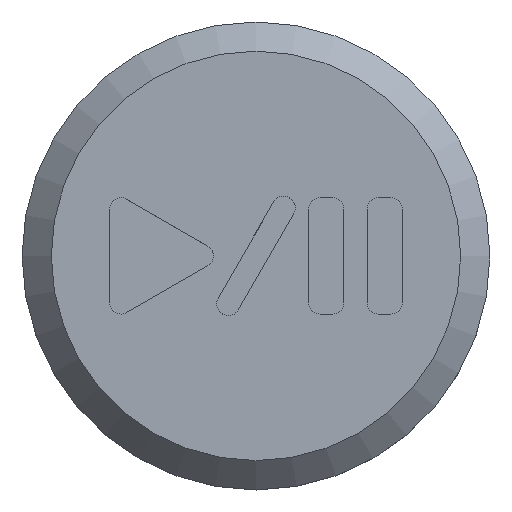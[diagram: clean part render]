
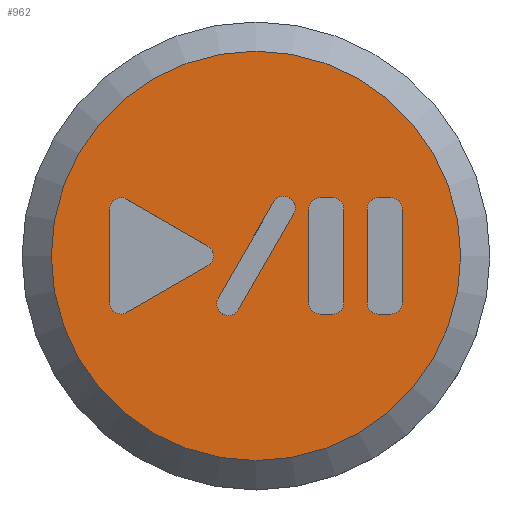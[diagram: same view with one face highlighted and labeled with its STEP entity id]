
A CAD part, top view. The second image highlights one B-rep face of the part: STEP entity #962.
In plain terms, the highlighted planar face has unit normal (0, 0, 1).
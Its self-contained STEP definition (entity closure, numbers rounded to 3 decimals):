
#41=FACE_BOUND('',#110,.T.);
#42=FACE_BOUND('',#111,.T.);
#43=FACE_BOUND('',#112,.T.);
#44=FACE_BOUND('',#113,.T.);
#52=FACE_OUTER_BOUND('',#109,.T.);
#109=EDGE_LOOP('',(#689));
#110=EDGE_LOOP('',(#690,#691,#692,#693,#694,#695,#696,#697));
#111=EDGE_LOOP('',(#698,#699,#700,#701,#702,#703,#704,#705));
#112=EDGE_LOOP('',(#706,#707,#708,#709,#710,#711,#712,#713));
#113=EDGE_LOOP('',(#714,#715,#716,#717,#718,#719));
#189=CIRCLE('',#1058,7.);
#190=CIRCLE('',#1059,0.39);
#191=CIRCLE('',#1060,0.39);
#192=CIRCLE('',#1061,0.39);
#193=CIRCLE('',#1062,0.39);
#194=CIRCLE('',#1063,0.39);
#195=CIRCLE('',#1064,0.39);
#196=CIRCLE('',#1065,0.39);
#197=CIRCLE('',#1066,0.39);
#198=CIRCLE('',#1067,0.39);
#199=CIRCLE('',#1068,0.39);
#200=CIRCLE('',#1069,0.39);
#201=CIRCLE('',#1070,0.39);
#202=CIRCLE('',#1071,0.39);
#203=CIRCLE('',#1072,0.39);
#204=CIRCLE('',#1073,0.39);
#237=LINE('',#1546,#331);
#238=LINE('',#1550,#332);
#239=LINE('',#1554,#333);
#240=LINE('',#1558,#334);
#241=LINE('',#1562,#335);
#242=LINE('',#1566,#336);
#243=LINE('',#1570,#337);
#244=LINE('',#1574,#338);
#245=LINE('',#1580,#339);
#246=LINE('',#1584,#340);
#247=LINE('',#1588,#341);
#248=LINE('',#1591,#342);
#249=LINE('',#1596,#343);
#250=LINE('',#1600,#344);
#251=LINE('',#1603,#345);
#331=VECTOR('',#1223,1.);
#332=VECTOR('',#1226,1.);
#333=VECTOR('',#1229,1.);
#334=VECTOR('',#1232,1.);
#335=VECTOR('',#1235,1.);
#336=VECTOR('',#1238,1.);
#337=VECTOR('',#1241,1.);
#338=VECTOR('',#1244,1.);
#339=VECTOR('',#1249,1.);
#340=VECTOR('',#1252,1.);
#341=VECTOR('',#1255,1.);
#342=VECTOR('',#1258,1.);
#343=VECTOR('',#1261,1.);
#344=VECTOR('',#1264,1.);
#345=VECTOR('',#1267,1.);
#449=VERTEX_POINT('',#1542);
#450=VERTEX_POINT('',#1544);
#451=VERTEX_POINT('',#1545);
#452=VERTEX_POINT('',#1547);
#453=VERTEX_POINT('',#1549);
#454=VERTEX_POINT('',#1551);
#455=VERTEX_POINT('',#1553);
#456=VERTEX_POINT('',#1555);
#457=VERTEX_POINT('',#1557);
#458=VERTEX_POINT('',#1560);
#459=VERTEX_POINT('',#1561);
#460=VERTEX_POINT('',#1563);
#461=VERTEX_POINT('',#1565);
#462=VERTEX_POINT('',#1567);
#463=VERTEX_POINT('',#1569);
#464=VERTEX_POINT('',#1571);
#465=VERTEX_POINT('',#1573);
#466=VERTEX_POINT('',#1576);
#467=VERTEX_POINT('',#1577);
#468=VERTEX_POINT('',#1579);
#469=VERTEX_POINT('',#1581);
#470=VERTEX_POINT('',#1583);
#471=VERTEX_POINT('',#1585);
#472=VERTEX_POINT('',#1587);
#473=VERTEX_POINT('',#1589);
#474=VERTEX_POINT('',#1592);
#475=VERTEX_POINT('',#1593);
#476=VERTEX_POINT('',#1595);
#477=VERTEX_POINT('',#1597);
#478=VERTEX_POINT('',#1599);
#479=VERTEX_POINT('',#1601);
#545=EDGE_CURVE('',#449,#449,#189,.T.);
#546=EDGE_CURVE('',#450,#451,#237,.T.);
#547=EDGE_CURVE('',#452,#450,#190,.T.);
#548=EDGE_CURVE('',#453,#452,#238,.T.);
#549=EDGE_CURVE('',#454,#453,#191,.T.);
#550=EDGE_CURVE('',#455,#454,#239,.T.);
#551=EDGE_CURVE('',#456,#455,#192,.T.);
#552=EDGE_CURVE('',#457,#456,#240,.T.);
#553=EDGE_CURVE('',#451,#457,#193,.T.);
#554=EDGE_CURVE('',#458,#459,#241,.T.);
#555=EDGE_CURVE('',#460,#458,#194,.T.);
#556=EDGE_CURVE('',#461,#460,#242,.T.);
#557=EDGE_CURVE('',#462,#461,#195,.T.);
#558=EDGE_CURVE('',#463,#462,#243,.T.);
#559=EDGE_CURVE('',#464,#463,#196,.T.);
#560=EDGE_CURVE('',#465,#464,#244,.T.);
#561=EDGE_CURVE('',#459,#465,#197,.T.);
#562=EDGE_CURVE('',#466,#467,#198,.T.);
#563=EDGE_CURVE('',#466,#468,#245,.T.);
#564=EDGE_CURVE('',#469,#468,#199,.T.);
#565=EDGE_CURVE('',#469,#470,#246,.T.);
#566=EDGE_CURVE('',#471,#470,#200,.T.);
#567=EDGE_CURVE('',#472,#471,#247,.T.);
#568=EDGE_CURVE('',#473,#472,#201,.T.);
#569=EDGE_CURVE('',#467,#473,#248,.T.);
#570=EDGE_CURVE('',#474,#475,#202,.T.);
#571=EDGE_CURVE('',#474,#476,#249,.T.);
#572=EDGE_CURVE('',#477,#476,#203,.T.);
#573=EDGE_CURVE('',#478,#477,#250,.T.);
#574=EDGE_CURVE('',#479,#478,#204,.T.);
#575=EDGE_CURVE('',#475,#479,#251,.T.);
#689=ORIENTED_EDGE('',*,*,#545,.F.);
#690=ORIENTED_EDGE('',*,*,#546,.F.);
#691=ORIENTED_EDGE('',*,*,#547,.F.);
#692=ORIENTED_EDGE('',*,*,#548,.F.);
#693=ORIENTED_EDGE('',*,*,#549,.F.);
#694=ORIENTED_EDGE('',*,*,#550,.F.);
#695=ORIENTED_EDGE('',*,*,#551,.F.);
#696=ORIENTED_EDGE('',*,*,#552,.F.);
#697=ORIENTED_EDGE('',*,*,#553,.F.);
#698=ORIENTED_EDGE('',*,*,#554,.F.);
#699=ORIENTED_EDGE('',*,*,#555,.F.);
#700=ORIENTED_EDGE('',*,*,#556,.F.);
#701=ORIENTED_EDGE('',*,*,#557,.F.);
#702=ORIENTED_EDGE('',*,*,#558,.F.);
#703=ORIENTED_EDGE('',*,*,#559,.F.);
#704=ORIENTED_EDGE('',*,*,#560,.F.);
#705=ORIENTED_EDGE('',*,*,#561,.F.);
#706=ORIENTED_EDGE('',*,*,#562,.F.);
#707=ORIENTED_EDGE('',*,*,#563,.T.);
#708=ORIENTED_EDGE('',*,*,#564,.F.);
#709=ORIENTED_EDGE('',*,*,#565,.T.);
#710=ORIENTED_EDGE('',*,*,#566,.F.);
#711=ORIENTED_EDGE('',*,*,#567,.F.);
#712=ORIENTED_EDGE('',*,*,#568,.F.);
#713=ORIENTED_EDGE('',*,*,#569,.F.);
#714=ORIENTED_EDGE('',*,*,#570,.F.);
#715=ORIENTED_EDGE('',*,*,#571,.T.);
#716=ORIENTED_EDGE('',*,*,#572,.F.);
#717=ORIENTED_EDGE('',*,*,#573,.F.);
#718=ORIENTED_EDGE('',*,*,#574,.F.);
#719=ORIENTED_EDGE('',*,*,#575,.F.);
#930=PLANE('',#1057);
#962=ADVANCED_FACE('',(#52,#41,#42,#43,#44),#930,.T.);
#1057=AXIS2_PLACEMENT_3D('',#1541,#1219,#1220);
#1058=AXIS2_PLACEMENT_3D('',#1543,#1221,#1222);
#1059=AXIS2_PLACEMENT_3D('',#1548,#1224,#1225);
#1060=AXIS2_PLACEMENT_3D('',#1552,#1227,#1228);
#1061=AXIS2_PLACEMENT_3D('',#1556,#1230,#1231);
#1062=AXIS2_PLACEMENT_3D('',#1559,#1233,#1234);
#1063=AXIS2_PLACEMENT_3D('',#1564,#1236,#1237);
#1064=AXIS2_PLACEMENT_3D('',#1568,#1239,#1240);
#1065=AXIS2_PLACEMENT_3D('',#1572,#1242,#1243);
#1066=AXIS2_PLACEMENT_3D('',#1575,#1245,#1246);
#1067=AXIS2_PLACEMENT_3D('',#1578,#1247,#1248);
#1068=AXIS2_PLACEMENT_3D('',#1582,#1250,#1251);
#1069=AXIS2_PLACEMENT_3D('',#1586,#1253,#1254);
#1070=AXIS2_PLACEMENT_3D('',#1590,#1256,#1257);
#1071=AXIS2_PLACEMENT_3D('',#1594,#1259,#1260);
#1072=AXIS2_PLACEMENT_3D('',#1598,#1262,#1263);
#1073=AXIS2_PLACEMENT_3D('',#1602,#1265,#1266);
#1219=DIRECTION('center_axis',(0.,0.,1.));
#1220=DIRECTION('ref_axis',(1.,0.,0.));
#1221=DIRECTION('center_axis',(0.,0.,-1.));
#1222=DIRECTION('ref_axis',(1.,0.,0.));
#1223=DIRECTION('',(0.,-1.,0.));
#1224=DIRECTION('center_axis',(0.,0.,1.));
#1225=DIRECTION('ref_axis',(1.,0.,0.));
#1226=DIRECTION('',(-1.,0.,0.));
#1227=DIRECTION('center_axis',(0.,0.,1.));
#1228=DIRECTION('ref_axis',(1.,0.,0.));
#1229=DIRECTION('',(0.,1.,0.));
#1230=DIRECTION('center_axis',(0.,0.,1.));
#1231=DIRECTION('ref_axis',(1.,0.,0.));
#1232=DIRECTION('',(1.,0.,0.));
#1233=DIRECTION('center_axis',(0.,0.,1.));
#1234=DIRECTION('ref_axis',(1.,0.,0.));
#1235=DIRECTION('',(0.,-1.,0.));
#1236=DIRECTION('center_axis',(0.,0.,1.));
#1237=DIRECTION('ref_axis',(1.,0.,0.));
#1238=DIRECTION('',(-1.,0.,0.));
#1239=DIRECTION('center_axis',(0.,0.,1.));
#1240=DIRECTION('ref_axis',(1.,0.,0.));
#1241=DIRECTION('',(0.,1.,0.));
#1242=DIRECTION('center_axis',(0.,0.,1.));
#1243=DIRECTION('ref_axis',(1.,0.,0.));
#1244=DIRECTION('',(1.,0.,0.));
#1245=DIRECTION('center_axis',(0.,0.,1.));
#1246=DIRECTION('ref_axis',(1.,0.,0.));
#1247=DIRECTION('center_axis',(0.,0.,1.));
#1248=DIRECTION('ref_axis',(1.,0.,0.));
#1249=DIRECTION('',(0.866,-0.5,0.));
#1250=DIRECTION('center_axis',(0.,0.,1.));
#1251=DIRECTION('ref_axis',(1.,0.,0.));
#1252=DIRECTION('',(-0.5,-0.866,0.));
#1253=DIRECTION('center_axis',(0.,0.,1.));
#1254=DIRECTION('ref_axis',(1.,0.,0.));
#1255=DIRECTION('',(0.866,-0.5,0.));
#1256=DIRECTION('center_axis',(0.,0.,1.));
#1257=DIRECTION('ref_axis',(1.,0.,0.));
#1258=DIRECTION('',(-0.5,-0.866,0.));
#1259=DIRECTION('center_axis',(0.,0.,1.));
#1260=DIRECTION('ref_axis',(1.,0.,0.));
#1261=DIRECTION('',(0.866,-0.5,0.));
#1262=DIRECTION('center_axis',(0.,0.,1.));
#1263=DIRECTION('ref_axis',(1.,0.,0.));
#1264=DIRECTION('',(0.866,0.5,0.));
#1265=DIRECTION('center_axis',(0.,0.,1.));
#1266=DIRECTION('ref_axis',(1.,0.,0.));
#1267=DIRECTION('',(0.,-1.,0.));
#1541=CARTESIAN_POINT('Origin',(0.,0.,3.));
#1542=CARTESIAN_POINT('',(-7.,0.,3.));
#1543=CARTESIAN_POINT('Origin',(0.,0.,3.));
#1544=CARTESIAN_POINT('',(3.8,1.6,3.));
#1545=CARTESIAN_POINT('',(3.8,-1.6,3.));
#1546=CARTESIAN_POINT('',(3.8,1.6,3.));
#1547=CARTESIAN_POINT('',(4.19,1.99,3.));
#1548=CARTESIAN_POINT('Origin',(4.19,1.6,3.));
#1549=CARTESIAN_POINT('',(4.61,1.99,3.));
#1550=CARTESIAN_POINT('',(4.61,1.99,3.));
#1551=CARTESIAN_POINT('',(5.,1.6,3.));
#1552=CARTESIAN_POINT('Origin',(4.61,1.6,3.));
#1553=CARTESIAN_POINT('',(5.,-1.6,3.));
#1554=CARTESIAN_POINT('',(5.,-1.6,3.));
#1555=CARTESIAN_POINT('',(4.61,-1.99,3.));
#1556=CARTESIAN_POINT('Origin',(4.61,-1.6,3.));
#1557=CARTESIAN_POINT('',(4.19,-1.99,3.));
#1558=CARTESIAN_POINT('',(4.19,-1.99,3.));
#1559=CARTESIAN_POINT('Origin',(4.19,-1.6,3.));
#1560=CARTESIAN_POINT('',(1.8,1.6,3.));
#1561=CARTESIAN_POINT('',(1.8,-1.6,3.));
#1562=CARTESIAN_POINT('',(1.8,1.6,3.));
#1563=CARTESIAN_POINT('',(2.19,1.99,3.));
#1564=CARTESIAN_POINT('Origin',(2.19,1.6,3.));
#1565=CARTESIAN_POINT('',(2.61,1.99,3.));
#1566=CARTESIAN_POINT('',(2.61,1.99,3.));
#1567=CARTESIAN_POINT('',(3.,1.6,3.));
#1568=CARTESIAN_POINT('Origin',(2.61,1.6,3.));
#1569=CARTESIAN_POINT('',(3.,-1.6,3.));
#1570=CARTESIAN_POINT('',(3.,-1.6,3.));
#1571=CARTESIAN_POINT('',(2.61,-1.99,3.));
#1572=CARTESIAN_POINT('Origin',(2.61,-1.6,3.));
#1573=CARTESIAN_POINT('',(2.19,-1.99,3.));
#1574=CARTESIAN_POINT('',(2.19,-1.99,3.));
#1575=CARTESIAN_POINT('Origin',(2.19,-1.6,3.));
#1576=CARTESIAN_POINT('',(1.137,1.99,3.));
#1577=CARTESIAN_POINT('',(0.605,1.847,3.));
#1578=CARTESIAN_POINT('Origin',(0.942,1.652,3.));
#1579=CARTESIAN_POINT('',(1.155,1.98,3.));
#1580=CARTESIAN_POINT('',(1.137,1.99,3.));
#1581=CARTESIAN_POINT('',(1.297,1.447,3.));
#1582=CARTESIAN_POINT('Origin',(0.96,1.642,3.));
#1583=CARTESIAN_POINT('',(-0.605,-1.847,3.));
#1584=CARTESIAN_POINT('',(1.297,1.447,3.));
#1585=CARTESIAN_POINT('',(-1.137,-1.99,3.));
#1586=CARTESIAN_POINT('Origin',(-0.942,-1.652,3.));
#1587=CARTESIAN_POINT('',(-1.155,-1.98,3.));
#1588=CARTESIAN_POINT('',(-1.155,-1.98,3.));
#1589=CARTESIAN_POINT('',(-1.297,-1.447,3.));
#1590=CARTESIAN_POINT('Origin',(-0.96,-1.642,3.));
#1591=CARTESIAN_POINT('',(0.605,1.847,3.));
#1592=CARTESIAN_POINT('',(-4.415,1.938,3.));
#1593=CARTESIAN_POINT('',(-5.,1.6,3.));
#1594=CARTESIAN_POINT('Origin',(-4.61,1.6,3.));
#1595=CARTESIAN_POINT('',(-1.644,0.338,3.));
#1596=CARTESIAN_POINT('',(-4.415,1.938,3.));
#1597=CARTESIAN_POINT('',(-1.644,-0.338,3.));
#1598=CARTESIAN_POINT('Origin',(-1.839,0.,3.));
#1599=CARTESIAN_POINT('',(-4.415,-1.938,3.));
#1600=CARTESIAN_POINT('',(-4.415,-1.938,3.));
#1601=CARTESIAN_POINT('',(-5.,-1.6,3.));
#1602=CARTESIAN_POINT('Origin',(-4.61,-1.6,3.));
#1603=CARTESIAN_POINT('',(-5.,1.6,3.));
